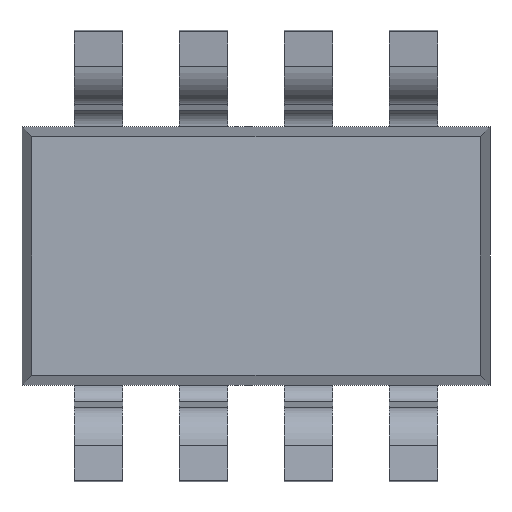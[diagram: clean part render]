
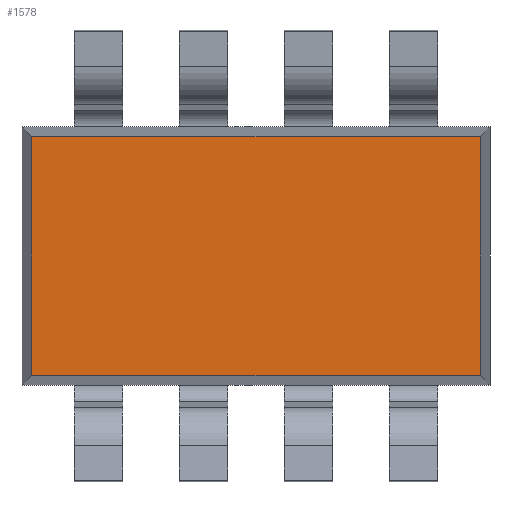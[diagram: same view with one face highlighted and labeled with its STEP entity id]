
A CAD part, front view. The second image highlights one B-rep face of the part: STEP entity #1578.
In plain terms, the highlighted planar face has unit normal (0, -1, 0).
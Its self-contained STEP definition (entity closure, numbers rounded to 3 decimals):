
#84 = VECTOR ( 'NONE', #1698, 1000. ) ;
#163 = DIRECTION ( 'NONE',  ( 0., 0., -1. ) ) ;
#385 = LINE ( 'NONE', #2962, #761 ) ;
#610 = EDGE_CURVE ( 'NONE', #1317, #3280, #3529, .T. ) ;
#623 = AXIS2_PLACEMENT_3D ( 'NONE', #3088, #2519, #3645 ) ;
#626 = ORIENTED_EDGE ( 'NONE', *, *, #610, .F. ) ;
#761 = VECTOR ( 'NONE', #2370, 1000. ) ;
#820 = EDGE_LOOP ( 'NONE', ( #3626, #3465, #3359, #626 ) ) ;
#968 = FACE_OUTER_BOUND ( 'NONE', #820, .T. ) ;
#983 = EDGE_CURVE ( 'NONE', #1277, #1317, #2985, .T. ) ;
#1277 = VERTEX_POINT ( 'NONE', #1541 ) ;
#1317 = VERTEX_POINT ( 'NONE', #3667 ) ;
#1541 = CARTESIAN_POINT ( 'NONE',  ( 1.389, -0.7, 0.739 ) ) ;
#1578 = ADVANCED_FACE ( 'NONE', ( #968 ), #2245, .F. ) ;
#1698 = DIRECTION ( 'NONE',  ( -1., 0., 0. ) ) ;
#1808 = CARTESIAN_POINT ( 'NONE',  ( -1.389, -0.7, 0.739 ) ) ;
#1824 = DIRECTION ( 'NONE',  ( 1., 0., 0. ) ) ;
#1836 = EDGE_CURVE ( 'NONE', #3396, #1277, #2937, .T. ) ;
#2053 = VECTOR ( 'NONE', #1824, 1000. ) ;
#2179 = CARTESIAN_POINT ( 'NONE',  ( 1.389, -0.7, 0. ) ) ;
#2245 = PLANE ( 'NONE',  #623 ) ;
#2370 = DIRECTION ( 'NONE',  ( 0., 0., 1. ) ) ;
#2434 = CARTESIAN_POINT ( 'NONE',  ( 0., -0.7, 0.739 ) ) ;
#2519 = DIRECTION ( 'NONE',  ( 0., 1., 0. ) ) ;
#2639 = CARTESIAN_POINT ( 'NONE',  ( 0., -0.7, -0.739 ) ) ;
#2937 = LINE ( 'NONE', #2434, #2053 ) ;
#2950 = CARTESIAN_POINT ( 'NONE',  ( -1.389, -0.7, -0.739 ) ) ;
#2962 = CARTESIAN_POINT ( 'NONE',  ( -1.389, -0.7, 0. ) ) ;
#2985 = LINE ( 'NONE', #2179, #3247 ) ;
#3088 = CARTESIAN_POINT ( 'NONE',  ( 0., -0.7, 0. ) ) ;
#3247 = VECTOR ( 'NONE', #163, 1000. ) ;
#3280 = VERTEX_POINT ( 'NONE', #2950 ) ;
#3323 = EDGE_CURVE ( 'NONE', #3280, #3396, #385, .T. ) ;
#3359 = ORIENTED_EDGE ( 'NONE', *, *, #3323, .F. ) ;
#3396 = VERTEX_POINT ( 'NONE', #1808 ) ;
#3465 = ORIENTED_EDGE ( 'NONE', *, *, #1836, .F. ) ;
#3529 = LINE ( 'NONE', #2639, #84 ) ;
#3626 = ORIENTED_EDGE ( 'NONE', *, *, #983, .F. ) ;
#3645 = DIRECTION ( 'NONE',  ( 0., 0., 1. ) ) ;
#3667 = CARTESIAN_POINT ( 'NONE',  ( 1.389, -0.7, -0.739 ) ) ;
